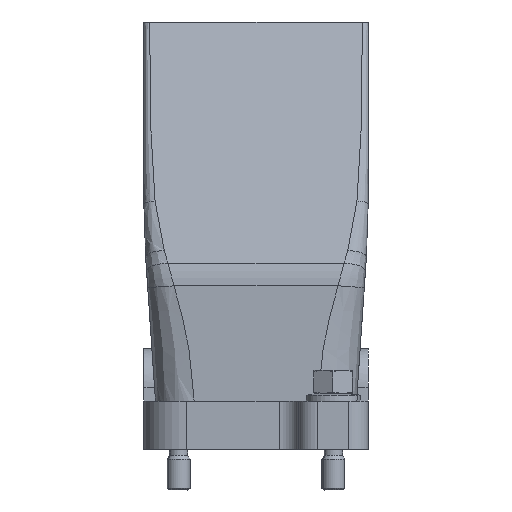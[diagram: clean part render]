
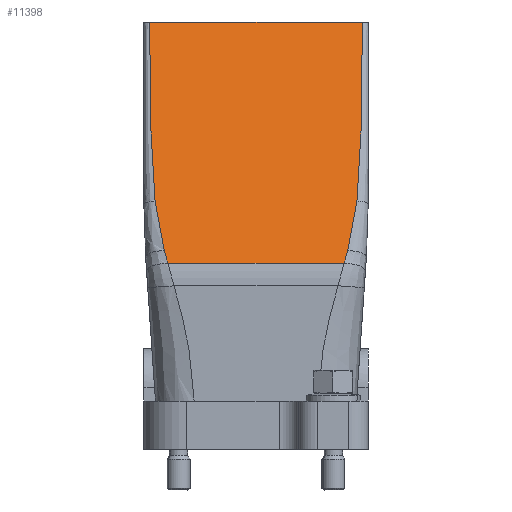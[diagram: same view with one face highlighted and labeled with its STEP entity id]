
A CAD part, front view. The second image highlights one B-rep face of the part: STEP entity #11398.
In plain terms, the highlighted planar face has unit normal (0, -0.956, 0.293).
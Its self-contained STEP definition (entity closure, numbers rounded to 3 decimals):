
#11372=AXIS2_PLACEMENT_3D('Plane Axis2P3D',#11369,#11370,#11371) ;
#127=CARTESIAN_POINT('Vertex',(1.5,41.,121.)) ;
#130=CARTESIAN_POINT('Line Origine',(29.,41.,121.)) ;
#134=CARTESIAN_POINT('Vertex',(56.5,41.,121.)) ;
#3104=CARTESIAN_POINT('Vertex',(55.086,26.79,74.665)) ;
#3108=CARTESIAN_POINT('Control Point',(52.715,22.891,61.951)) ;
#3109=CARTESIAN_POINT('Control Point',(53.19,23.416,63.665)) ;
#3110=CARTESIAN_POINT('Control Point',(53.62,23.945,65.39)) ;
#3111=CARTESIAN_POINT('Control Point',(53.997,24.478,67.129)) ;
#3112=CARTESIAN_POINT('Control Point',(54.463,25.261,69.679)) ;
#3113=CARTESIAN_POINT('Control Point',(54.816,26.048,72.246)) ;
#3114=CARTESIAN_POINT('Control Point',(54.915,26.293,73.044)) ;
#3115=CARTESIAN_POINT('Control Point',(55.005,26.541,73.854)) ;
#3116=CARTESIAN_POINT('Control Point',(55.087,26.79,74.665)) ;
#3117=CARTESIAN_POINT('Vertex',(52.715,22.891,61.951)) ;
#3191=CARTESIAN_POINT('Control Point',(51.783,21.879,58.652)) ;
#3192=CARTESIAN_POINT('Control Point',(51.87,21.97,58.951)) ;
#3193=CARTESIAN_POINT('Control Point',(51.956,22.062,59.249)) ;
#3194=CARTESIAN_POINT('Control Point',(52.042,22.154,59.548)) ;
#3195=CARTESIAN_POINT('Control Point',(52.23,22.356,60.207)) ;
#3196=CARTESIAN_POINT('Control Point',(52.416,22.558,60.867)) ;
#3197=CARTESIAN_POINT('Control Point',(52.516,22.669,61.229)) ;
#3198=CARTESIAN_POINT('Control Point',(52.616,22.78,61.59)) ;
#3199=CARTESIAN_POINT('Control Point',(52.715,22.891,61.951)) ;
#3200=CARTESIAN_POINT('Vertex',(51.783,21.879,58.652)) ;
#3622=CARTESIAN_POINT('Line Origine',(29.,21.879,58.652)) ;
#3626=CARTESIAN_POINT('Vertex',(6.217,21.879,58.652)) ;
#10046=CARTESIAN_POINT('Vertex',(5.285,22.891,61.951)) ;
#10058=CARTESIAN_POINT('Control Point',(6.217,21.879,58.652)) ;
#10059=CARTESIAN_POINT('Control Point',(6.13,21.97,58.951)) ;
#10060=CARTESIAN_POINT('Control Point',(6.044,22.062,59.249)) ;
#10061=CARTESIAN_POINT('Control Point',(5.958,22.154,59.548)) ;
#10062=CARTESIAN_POINT('Control Point',(5.77,22.356,60.207)) ;
#10063=CARTESIAN_POINT('Control Point',(5.584,22.558,60.867)) ;
#10064=CARTESIAN_POINT('Control Point',(5.484,22.669,61.229)) ;
#10065=CARTESIAN_POINT('Control Point',(5.384,22.78,61.59)) ;
#10066=CARTESIAN_POINT('Control Point',(5.285,22.891,61.951)) ;
#10639=CARTESIAN_POINT('Vertex',(2.914,26.79,74.665)) ;
#10643=CARTESIAN_POINT('Control Point',(5.285,22.891,61.951)) ;
#10644=CARTESIAN_POINT('Control Point',(4.81,23.416,63.665)) ;
#10645=CARTESIAN_POINT('Control Point',(4.38,23.945,65.39)) ;
#10646=CARTESIAN_POINT('Control Point',(4.003,24.478,67.129)) ;
#10647=CARTESIAN_POINT('Control Point',(3.537,25.261,69.679)) ;
#10648=CARTESIAN_POINT('Control Point',(3.184,26.048,72.246)) ;
#10649=CARTESIAN_POINT('Control Point',(3.085,26.293,73.044)) ;
#10650=CARTESIAN_POINT('Control Point',(2.995,26.541,73.854)) ;
#10651=CARTESIAN_POINT('Control Point',(2.913,26.79,74.665)) ;
#11349=CARTESIAN_POINT('Control Point',(2.914,26.79,74.665)) ;
#11350=CARTESIAN_POINT('Control Point',(2.806,27.123,75.75)) ;
#11351=CARTESIAN_POINT('Control Point',(2.708,27.454,76.832)) ;
#11352=CARTESIAN_POINT('Control Point',(2.618,27.784,77.908)) ;
#11353=CARTESIAN_POINT('Control Point',(1.962,30.387,86.394)) ;
#11354=CARTESIAN_POINT('Control Point',(1.692,32.995,94.897)) ;
#11355=CARTESIAN_POINT('Control Point',(1.544,35.272,102.324)) ;
#11356=CARTESIAN_POINT('Control Point',(1.504,37.753,110.413)) ;
#11357=CARTESIAN_POINT('Control Point',(1.5,40.234,118.503)) ;
#11358=CARTESIAN_POINT('Control Point',(1.5,40.485,119.32)) ;
#11359=CARTESIAN_POINT('Control Point',(1.5,40.746,120.173)) ;
#11360=CARTESIAN_POINT('Control Point',(1.5,41.,121.)) ;
#11369=CARTESIAN_POINT('Axis2P3D Location',(29.,41.,121.)) ;
#11375=CARTESIAN_POINT('Control Point',(55.086,26.79,74.665)) ;
#11376=CARTESIAN_POINT('Control Point',(55.194,27.123,75.75)) ;
#11377=CARTESIAN_POINT('Control Point',(55.292,27.454,76.832)) ;
#11378=CARTESIAN_POINT('Control Point',(55.382,27.784,77.908)) ;
#11379=CARTESIAN_POINT('Control Point',(56.038,30.387,86.394)) ;
#11380=CARTESIAN_POINT('Control Point',(56.308,32.995,94.897)) ;
#11381=CARTESIAN_POINT('Control Point',(56.456,35.272,102.324)) ;
#11382=CARTESIAN_POINT('Control Point',(56.496,37.753,110.413)) ;
#11383=CARTESIAN_POINT('Control Point',(56.5,40.234,118.503)) ;
#11384=CARTESIAN_POINT('Control Point',(56.5,40.485,119.32)) ;
#11385=CARTESIAN_POINT('Control Point',(56.5,40.746,120.173)) ;
#11386=CARTESIAN_POINT('Control Point',(56.5,41.,121.)) ;
#131=DIRECTION('Vector Direction',(-1.,0.,0.)) ;
#3623=DIRECTION('Vector Direction',(-1.,0.,0.)) ;
#11370=DIRECTION('Axis2P3D Direction',(0.,0.956,-0.293)) ;
#11371=DIRECTION('Axis2P3D XDirection',(0.,-0.293,-0.956)) ;
#132=VECTOR('Line Direction',#131,1.) ;
#3624=VECTOR('Line Direction',#3623,1.) ;
#11389=ORIENTED_EDGE('',*,*,#11361,.T.) ;
#11390=ORIENTED_EDGE('',*,*,#10652,.T.) ;
#11391=ORIENTED_EDGE('',*,*,#10067,.T.) ;
#11392=ORIENTED_EDGE('',*,*,#3628,.F.) ;
#11393=ORIENTED_EDGE('',*,*,#3202,.F.) ;
#11394=ORIENTED_EDGE('',*,*,#3119,.F.) ;
#11395=ORIENTED_EDGE('',*,*,#11387,.F.) ;
#11396=ORIENTED_EDGE('',*,*,#136,.T.) ;
#11398=ADVANCED_FACE('Hood',(#11397),#11373,.F.) ;
#3107=B_SPLINE_CURVE_WITH_KNOTS('',5,(#3108,#3109,#3110,#3111,#3112,#3113,#3114,#3115,#3116),.UNSPECIFIED.,.F.,.U.,(6,3,6),(97.865,114.078,121.512),.UNSPECIFIED.) ;
#3190=B_SPLINE_CURVE_WITH_KNOTS('',5,(#3191,#3192,#3193,#3194,#3195,#3196,#3197,#3198,#3199),.UNSPECIFIED.,.F.,.U.,(6,3,6),(90.489,93.275,96.639),.UNSPECIFIED.) ;
#10057=B_SPLINE_CURVE_WITH_KNOTS('',5,(#10058,#10059,#10060,#10061,#10062,#10063,#10064,#10065,#10066),.UNSPECIFIED.,.F.,.U.,(6,3,6),(90.489,93.275,96.639),.UNSPECIFIED.) ;
#10642=B_SPLINE_CURVE_WITH_KNOTS('',5,(#10643,#10644,#10645,#10646,#10647,#10648,#10649,#10650,#10651),.UNSPECIFIED.,.F.,.U.,(6,3,6),(97.865,114.078,121.512),.UNSPECIFIED.) ;
#11348=B_SPLINE_CURVE_WITH_KNOTS('',5,(#11349,#11350,#11351,#11352,#11353,#11354,#11355,#11356,#11357,#11358,#11359,#11360),.UNSPECIFIED.,.F.,.U.,(6,3,3,6),(120.168,130.06,197.185,203.333),.UNSPECIFIED.) ;
#11374=B_SPLINE_CURVE_WITH_KNOTS('',5,(#11375,#11376,#11377,#11378,#11379,#11380,#11381,#11382,#11383,#11384,#11385,#11386),.UNSPECIFIED.,.F.,.U.,(6,3,3,6),(120.168,130.06,197.185,203.333),.UNSPECIFIED.) ;
#136=EDGE_CURVE('',#135,#128,#133,.T.) ;
#3119=EDGE_CURVE('',#3105,#3118,#3107,.F.) ;
#3202=EDGE_CURVE('',#3118,#3201,#3190,.F.) ;
#3628=EDGE_CURVE('',#3201,#3627,#3625,.T.) ;
#10067=EDGE_CURVE('',#10047,#3627,#10057,.F.) ;
#10652=EDGE_CURVE('',#10640,#10047,#10642,.F.) ;
#11361=EDGE_CURVE('',#128,#10640,#11348,.F.) ;
#11387=EDGE_CURVE('',#135,#3105,#11374,.F.) ;
#11388=EDGE_LOOP('',(#11389,#11390,#11391,#11392,#11393,#11394,#11395,#11396)) ;
#11397=FACE_OUTER_BOUND('',#11388,.T.) ;
#133=LINE('Line',#130,#132) ;
#3625=LINE('Line',#3622,#3624) ;
#11373=PLANE('',#11372) ;
#128=VERTEX_POINT('',#127) ;
#135=VERTEX_POINT('',#134) ;
#3105=VERTEX_POINT('',#3104) ;
#3118=VERTEX_POINT('',#3117) ;
#3201=VERTEX_POINT('',#3200) ;
#3627=VERTEX_POINT('',#3626) ;
#10047=VERTEX_POINT('',#10046) ;
#10640=VERTEX_POINT('',#10639) ;
